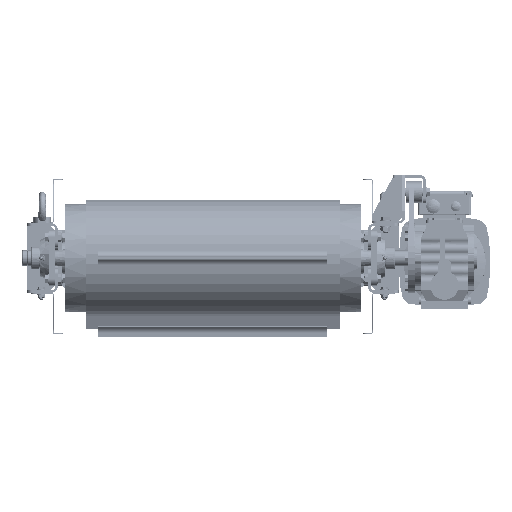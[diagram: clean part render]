
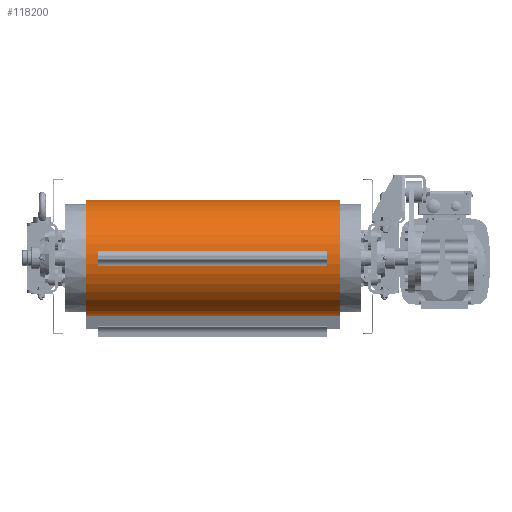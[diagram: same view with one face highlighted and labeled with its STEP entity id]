
A CAD part, left-side view. The second image highlights one B-rep face of the part: STEP entity #118200.
In plain terms, the highlighted cylindrical face has radius 114 mm (diameter 228 mm), a partial arc.
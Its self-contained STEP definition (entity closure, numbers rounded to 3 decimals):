
#6295=FACE_BOUND('',#24191,.T.);
#16247=FACE_OUTER_BOUND('',#24190,.T.);
#24190=EDGE_LOOP('',(#102605,#102606,#102607,#102608));
#24191=EDGE_LOOP('',(#102609,#102610));
#32140=LINE('',#237084,#40192);
#32146=LINE('',#237098,#40198);
#32169=LINE('',#237156,#40221);
#40192=VECTOR('',#160739,500.);
#40198=VECTOR('',#160747,500.);
#40221=VECTOR('',#160794,10.);
#45132=CIRCLE('',#129979,114.);
#45137=CIRCLE('',#129985,114.);
#55249=VERTEX_POINT('',#237077);
#55252=VERTEX_POINT('',#237082);
#55258=VERTEX_POINT('',#237095);
#55259=VERTEX_POINT('',#237097);
#55281=VERTEX_POINT('',#237154);
#55282=VERTEX_POINT('',#237155);
#71048=EDGE_CURVE('',#55252,#55249,#32140,.T.);
#71054=EDGE_CURVE('',#55259,#55258,#32146,.T.);
#71062=EDGE_CURVE('',#55249,#55258,#45132,.T.);
#71076=EDGE_CURVE('',#55259,#55252,#45137,.T.);
#71085=EDGE_CURVE('',#55281,#55282,#32169,.T.);
#102605=ORIENTED_EDGE('',*,*,#71062,.F.);
#102606=ORIENTED_EDGE('',*,*,#71048,.F.);
#102607=ORIENTED_EDGE('',*,*,#71076,.F.);
#102608=ORIENTED_EDGE('',*,*,#71054,.T.);
#102609=ORIENTED_EDGE('',*,*,#71085,.T.);
#102610=ORIENTED_EDGE('',*,*,#71085,.F.);
#104624=CYLINDRICAL_SURFACE('',#129989,114.);
#118200=ADVANCED_FACE('',(#16247,#6295),#104624,.T.);
#129979=AXIS2_PLACEMENT_3D('',#237112,#160757,#160758);
#129985=AXIS2_PLACEMENT_3D('',#237135,#160778,#160779);
#129989=AXIS2_PLACEMENT_3D('',#237153,#160792,#160793);
#160739=DIRECTION('',(0.,-1.,0.));
#160747=DIRECTION('',(0.,-1.,0.));
#160757=DIRECTION('center_axis',(0.,-1.,0.));
#160758=DIRECTION('ref_axis',(0.066,0.,
0.998));
#160778=DIRECTION('center_axis',(0.,1.,0.));
#160779=DIRECTION('ref_axis',(-0.065,0.,-0.998));
#160792=DIRECTION('center_axis',(0.,-1.,0.));
#160793=DIRECTION('ref_axis',(-0.998,0.,0.066));
#160794=DIRECTION('',(0.,-1.,0.));
#237077=CARTESIAN_POINT('',(-552.445,-250.,113.749));
#237082=CARTESIAN_POINT('',(-552.445,250.,113.749));
#237084=CARTESIAN_POINT('',(-552.445,250.,113.749));
#237095=CARTESIAN_POINT('',(-567.415,-250.,-113.759));
#237097=CARTESIAN_POINT('',(-567.415,250.,-113.759));
#237098=CARTESIAN_POINT('',(-567.415,250.,-113.759));
#237112=CARTESIAN_POINT('Origin',(-560.,-250.,0.));
#237135=CARTESIAN_POINT('Origin',(-560.,250.,0.));
#237153=CARTESIAN_POINT('Origin',(-560.,250.,0.));
#237154=CARTESIAN_POINT('',(-674.,225.,0.));
#237155=CARTESIAN_POINT('',(-674.,-225.,0.));
#237156=CARTESIAN_POINT('',(-674.,250.,0.));
